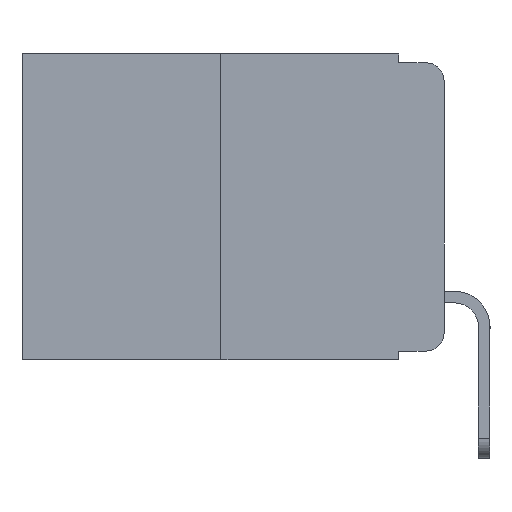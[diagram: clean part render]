
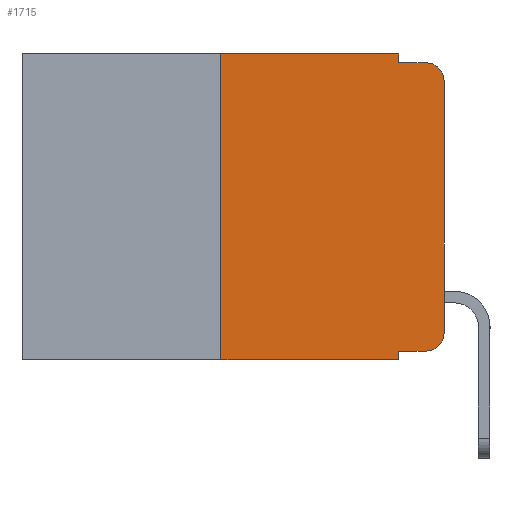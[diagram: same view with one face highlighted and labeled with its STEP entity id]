
A CAD part, left-side view. The second image highlights one B-rep face of the part: STEP entity #1715.
In plain terms, the highlighted planar face has unit normal (-1, 0, 0).
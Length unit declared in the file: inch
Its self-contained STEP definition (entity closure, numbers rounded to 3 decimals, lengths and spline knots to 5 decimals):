
#44 = DIRECTION ( 'NONE',  ( 0., -1., 0. ) ) ;
#170 = ORIENTED_EDGE ( 'NONE', *, *, #1423, .F. ) ;
#335 = ORIENTED_EDGE ( 'NONE', *, *, #4714, .T. ) ;
#348 = VERTEX_POINT ( 'NONE', #9120 ) ;
#580 = CARTESIAN_POINT ( 'NONE',  ( 0., 0.051, 0. ) ) ;
#602 = VECTOR ( 'NONE', #3713, 39.37008 ) ;
#714 = ORIENTED_EDGE ( 'NONE', *, *, #6217, .F. ) ;
#977 = VERTEX_POINT ( 'NONE', #10104 ) ;
#1018 = CARTESIAN_POINT ( 'NONE',  ( 0., 0.051, -0.01 ) ) ;
#1101 = CARTESIAN_POINT ( 'NONE',  ( 0., 0.051, -0.01 ) ) ;
#1241 = DIRECTION ( 'NONE',  ( -1., 0., 0. ) ) ;
#1317 = CARTESIAN_POINT ( 'NONE',  ( 0., 0.02, -0.03 ) ) ;
#1423 = EDGE_CURVE ( 'NONE', #8629, #10440, #9854, .T. ) ;
#1513 = CARTESIAN_POINT ( 'NONE',  ( 0., 0., 0. ) ) ;
#1715 = ADVANCED_FACE ( 'NONE', ( #9135 ), #5911, .F. ) ;
#1750 = DIRECTION ( 'NONE',  ( 0., 0., 1. ) ) ;
#1884 = ORIENTED_EDGE ( 'NONE', *, *, #10799, .T. ) ;
#2001 = VECTOR ( 'NONE', #3633, 39.37008 ) ;
#2013 = LINE ( 'NONE', #5907, #10663 ) ;
#2209 = VERTEX_POINT ( 'NONE', #11076 ) ;
#2242 = VERTEX_POINT ( 'NONE', #8734 ) ;
#2289 = ORIENTED_EDGE ( 'NONE', *, *, #5847, .T. ) ;
#2396 = LINE ( 'NONE', #8307, #6936 ) ;
#2402 = ORIENTED_EDGE ( 'NONE', *, *, #6060, .F. ) ;
#2412 = LINE ( 'NONE', #6866, #4709 ) ;
#2416 = ORIENTED_EDGE ( 'NONE', *, *, #4578, .T. ) ;
#2480 = VECTOR ( 'NONE', #10114, 39.37008 ) ;
#2766 = ORIENTED_EDGE ( 'NONE', *, *, #4178, .T. ) ;
#2776 = VERTEX_POINT ( 'NONE', #5333 ) ;
#3234 = LINE ( 'NONE', #1513, #7565 ) ;
#3560 = DIRECTION ( 'NONE',  ( -1., 0., 0. ) ) ;
#3633 = DIRECTION ( 'NONE',  ( 0., -1., 0. ) ) ;
#3681 = VECTOR ( 'NONE', #1750, 39.37008 ) ;
#3713 = DIRECTION ( 'NONE',  ( 0., -1., 0. ) ) ;
#3875 = VERTEX_POINT ( 'NONE', #4992 ) ;
#4178 = EDGE_CURVE ( 'NONE', #9205, #348, #2013, .T. ) ;
#4578 = EDGE_CURVE ( 'NONE', #3875, #977, #6599, .T. ) ;
#4709 = VECTOR ( 'NONE', #44, 39.37008 ) ;
#4714 = EDGE_CURVE ( 'NONE', #7534, #10440, #8809, .T. ) ;
#4772 = DIRECTION ( 'NONE',  ( 0., 0., -1. ) ) ;
#4992 = CARTESIAN_POINT ( 'NONE',  ( 0., 0.25, -0.343 ) ) ;
#5333 = CARTESIAN_POINT ( 'NONE',  ( 0., 0., -0.313 ) ) ;
#5847 = EDGE_CURVE ( 'NONE', #2776, #7534, #3234, .T. ) ;
#5907 = CARTESIAN_POINT ( 'NONE',  ( 0., 0.051, -0.333 ) ) ;
#5911 = PLANE ( 'NONE',  #8051 ) ;
#6060 = EDGE_CURVE ( 'NONE', #3875, #2209, #8179, .T. ) ;
#6197 = ORIENTED_EDGE ( 'NONE', *, *, #7574, .F. ) ;
#6217 = EDGE_CURVE ( 'NONE', #2209, #2242, #2412, .T. ) ;
#6239 = CARTESIAN_POINT ( 'NONE',  ( 0., 0.473, 0. ) ) ;
#6599 = LINE ( 'NONE', #7941, #2001 ) ;
#6628 = EDGE_CURVE ( 'NONE', #2242, #8629, #2396, .T. ) ;
#6866 = CARTESIAN_POINT ( 'NONE',  ( 0., 0.473, 0. ) ) ;
#6936 = VECTOR ( 'NONE', #7768, 39.37008 ) ;
#7114 = DIRECTION ( 'NONE',  ( 1., 0., 0. ) ) ;
#7534 = VERTEX_POINT ( 'NONE', #7797 ) ;
#7565 = VECTOR ( 'NONE', #8720, 39.37008 ) ;
#7574 = EDGE_CURVE ( 'NONE', #9205, #977, #9283, .T. ) ;
#7768 = DIRECTION ( 'NONE',  ( 0., 0., -1. ) ) ;
#7797 = CARTESIAN_POINT ( 'NONE',  ( 0., 0., -0.03 ) ) ;
#7851 = CIRCLE ( 'NONE', #10470, 0.02 ) ;
#7941 = CARTESIAN_POINT ( 'NONE',  ( 0., 0.473, -0.343 ) ) ;
#8051 = AXIS2_PLACEMENT_3D ( 'NONE', #6239, #7114, #9885 ) ;
#8179 = LINE ( 'NONE', #10099, #3681 ) ;
#8307 = CARTESIAN_POINT ( 'NONE',  ( 0., 0.051, 0. ) ) ;
#8588 = CARTESIAN_POINT ( 'NONE',  ( 0., 0.02, -0.313 ) ) ;
#8629 = VERTEX_POINT ( 'NONE', #1018 ) ;
#8720 = DIRECTION ( 'NONE',  ( 0., 0., 1. ) ) ;
#8734 = CARTESIAN_POINT ( 'NONE',  ( 0., 0.051, 0. ) ) ;
#8809 = CIRCLE ( 'NONE', #10707, 0.02 ) ;
#9012 = CARTESIAN_POINT ( 'NONE',  ( 0., 0.02, -0.01 ) ) ;
#9120 = CARTESIAN_POINT ( 'NONE',  ( 0., 0.02, -0.333 ) ) ;
#9135 = FACE_OUTER_BOUND ( 'NONE', #9697, .T. ) ;
#9205 = VERTEX_POINT ( 'NONE', #9466 ) ;
#9283 = LINE ( 'NONE', #580, #2480 ) ;
#9358 = DIRECTION ( 'NONE',  ( 0., 0., -1. ) ) ;
#9464 = ORIENTED_EDGE ( 'NONE', *, *, #6628, .F. ) ;
#9466 = CARTESIAN_POINT ( 'NONE',  ( 0., 0.051, -0.333 ) ) ;
#9697 = EDGE_LOOP ( 'NONE', ( #2289, #335, #170, #9464, #714, #2402, #2416, #6197, #2766, #1884 ) ) ;
#9854 = LINE ( 'NONE', #1101, #602 ) ;
#9885 = DIRECTION ( 'NONE',  ( 0., 0., -1. ) ) ;
#10099 = CARTESIAN_POINT ( 'NONE',  ( 0., 0.25, 0. ) ) ;
#10104 = CARTESIAN_POINT ( 'NONE',  ( 0., 0.051, -0.343 ) ) ;
#10114 = DIRECTION ( 'NONE',  ( 0., 0., -1. ) ) ;
#10440 = VERTEX_POINT ( 'NONE', #9012 ) ;
#10470 = AXIS2_PLACEMENT_3D ( 'NONE', #8588, #3560, #9358 ) ;
#10663 = VECTOR ( 'NONE', #10755, 39.37008 ) ;
#10707 = AXIS2_PLACEMENT_3D ( 'NONE', #1317, #1241, #4772 ) ;
#10755 = DIRECTION ( 'NONE',  ( 0., -1., 0. ) ) ;
#10799 = EDGE_CURVE ( 'NONE', #348, #2776, #7851, .T. ) ;
#11076 = CARTESIAN_POINT ( 'NONE',  ( 0., 0.25, 0. ) ) ;
